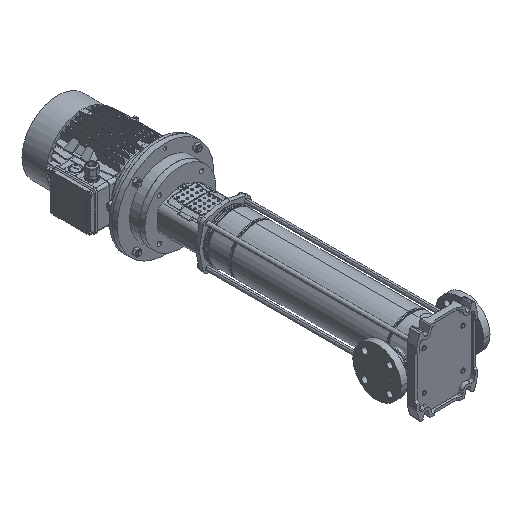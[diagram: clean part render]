
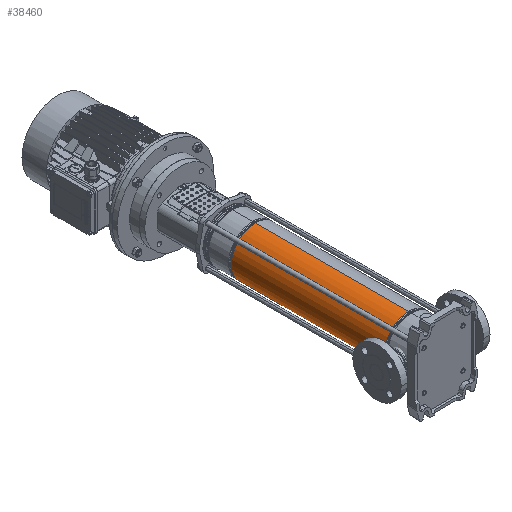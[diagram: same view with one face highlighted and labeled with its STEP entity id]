
A CAD part, isometric view. The second image highlights one B-rep face of the part: STEP entity #38460.
In plain terms, the highlighted cylindrical face has radius 74.9 mm (diameter 149.8 mm), a partial arc.
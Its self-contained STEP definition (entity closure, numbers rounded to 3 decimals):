
#1278 = CARTESIAN_POINT ( 'NONE',  ( 0., 0., 87.279 ) ) ;
#3329 = CIRCLE ( 'NONE', #66899, 74.9 ) ;
#3518 = VERTEX_POINT ( 'NONE', #5677 ) ;
#5109 = FACE_OUTER_BOUND ( 'NONE', #50729, .T. ) ;
#5677 = CARTESIAN_POINT ( 'NONE',  ( 74.9, 0., 563.221 ) ) ;
#6765 = EDGE_CURVE ( 'NONE', #69127, #24286, #3329, .T. ) ;
#6785 = ORIENTED_EDGE ( 'NONE', *, *, #6765, .T. ) ;
#7314 = DIRECTION ( 'NONE',  ( 1., 0., 0. ) ) ;
#7892 = ORIENTED_EDGE ( 'NONE', *, *, #40852, .T. ) ;
#8839 = DIRECTION ( 'NONE',  ( 0., 0., -1. ) ) ;
#9672 = VECTOR ( 'NONE', #38239, 1000. ) ;
#9869 = CARTESIAN_POINT ( 'NONE',  ( -74.9, 0., 87.279 ) ) ;
#16834 = DIRECTION ( 'NONE',  ( 0., 0., -1. ) ) ;
#20331 = LINE ( 'NONE', #62059, #9672 ) ;
#24286 = VERTEX_POINT ( 'NONE', #9869 ) ;
#34368 = CARTESIAN_POINT ( 'NONE',  ( 0., 0., 0. ) ) ;
#35518 = CYLINDRICAL_SURFACE ( 'NONE', #63764, 74.9 ) ;
#37685 = CIRCLE ( 'NONE', #55145, 74.9 ) ;
#38239 = DIRECTION ( 'NONE',  ( 0., 0., -1. ) ) ;
#38460 = ADVANCED_FACE ( 'NONE', ( #5109 ), #35518, .T. ) ;
#38925 = DIRECTION ( 'NONE',  ( 0., 0., -1. ) ) ;
#40852 = EDGE_CURVE ( 'NONE', #59408, #3518, #37685, .T. ) ;
#42024 = CARTESIAN_POINT ( 'NONE',  ( 0., 0., 563.221 ) ) ;
#43777 = EDGE_CURVE ( 'NONE', #59408, #24286, #63132, .T. ) ;
#44420 = CARTESIAN_POINT ( 'NONE',  ( -74.9, 0., 0. ) ) ;
#47443 = ORIENTED_EDGE ( 'NONE', *, *, #43777, .F. ) ;
#50729 = EDGE_LOOP ( 'NONE', ( #7892, #74964, #6785, #47443 ) ) ;
#52635 = CARTESIAN_POINT ( 'NONE',  ( -74.9, 0., 563.221 ) ) ;
#54210 = VECTOR ( 'NONE', #38925, 1000. ) ;
#55145 = AXIS2_PLACEMENT_3D ( 'NONE', #42024, #8839, #7314 ) ;
#59347 = DIRECTION ( 'NONE',  ( -1., 0., 0. ) ) ;
#59408 = VERTEX_POINT ( 'NONE', #52635 ) ;
#62059 = CARTESIAN_POINT ( 'NONE',  ( 74.9, 0., 0. ) ) ;
#62832 = CARTESIAN_POINT ( 'NONE',  ( 74.9, 0., 87.279 ) ) ;
#63132 = LINE ( 'NONE', #44420, #54210 ) ;
#63764 = AXIS2_PLACEMENT_3D ( 'NONE', #34368, #16834, #59347 ) ;
#64585 = DIRECTION ( 'NONE',  ( 1., 0., 0. ) ) ;
#66446 = DIRECTION ( 'NONE',  ( 0., 0., 1. ) ) ;
#66899 = AXIS2_PLACEMENT_3D ( 'NONE', #1278, #66446, #64585 ) ;
#69127 = VERTEX_POINT ( 'NONE', #62832 ) ;
#74964 = ORIENTED_EDGE ( 'NONE', *, *, #77009, .T. ) ;
#77009 = EDGE_CURVE ( 'NONE', #3518, #69127, #20331, .T. ) ;
